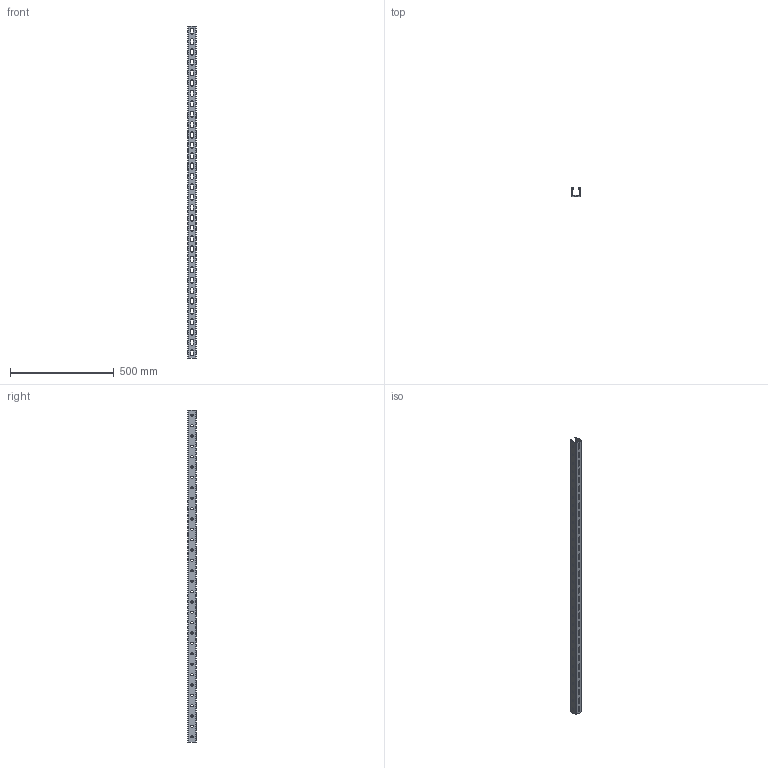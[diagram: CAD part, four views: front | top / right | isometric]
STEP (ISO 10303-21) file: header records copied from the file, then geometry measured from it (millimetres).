
FILE_DESCRIPTION (( 'STEP AP203' ), '1' );
FILE_NAME ('STRUT-镳铘桦黖h41-1600.step', '2022-01-25T05:23:47', ( '' ), ( '' ), 'SwSTEP 2.0', 'SolidWorks 2017', '' );
FILE_SCHEMA (( 'CONFIG_CONTROL_DESIGN' ));
Length unit declared in the file: millimetre
Products named in the file (1): STRUT-镳铘桦黖h41-1600
Bounding box: 41 x 41 x 1600 mm (x, y, z)
Volume: 490162.7 mm3; surface area: 420617.8 mm2
Topology: 1 solids, 1 shells, 2032 faces, 6066 edges, 4036 vertices
Faces by surface type: plane 1834, cylinder 198
Entity records: 67655 total; most frequent: CARTESIAN_POINT 12135, ORIENTED_EDGE 12132, DIRECTION 10528, EDGE_CURVE 6066, VECTOR 5670, LINE 5670, VERTEX_POINT 4036, AXIS2_PLACEMENT_3D 2429
